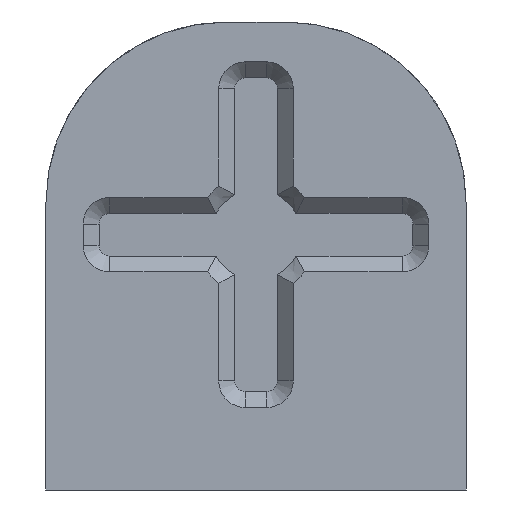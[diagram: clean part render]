
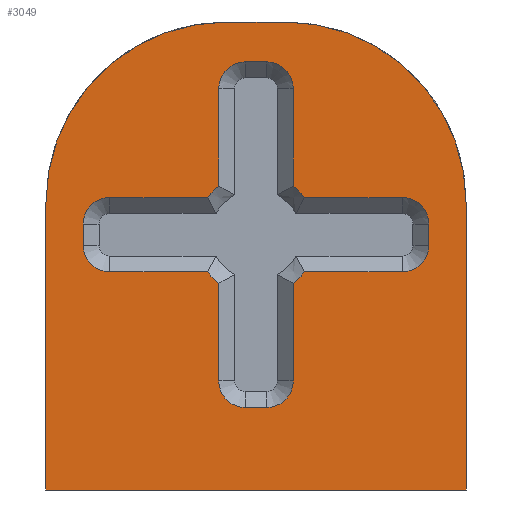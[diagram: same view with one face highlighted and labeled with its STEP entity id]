
A CAD part, left-side view. The second image highlights one B-rep face of the part: STEP entity #3049.
In plain terms, the highlighted planar face has unit normal (-1, 0, 0).
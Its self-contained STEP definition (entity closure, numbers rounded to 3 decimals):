
#72=CIRCLE('',#3169,0.5);
#73=CIRCLE('',#3172,0.5);
#74=CIRCLE('',#3174,1.15);
#75=CIRCLE('',#3177,0.5);
#76=CIRCLE('',#3180,0.5);
#77=CIRCLE('',#3183,0.5);
#78=CIRCLE('',#3186,0.5);
#79=CIRCLE('',#3189,1.15);
#80=CIRCLE('',#3192,0.5);
#81=CIRCLE('',#3195,0.5);
#82=CIRCLE('',#3198,1.15);
#83=CIRCLE('',#3201,1.15);
#84=CIRCLE('',#3204,3.4);
#85=CIRCLE('',#3205,3.4);
#137=FACE_BOUND('',#639,.T.);
#459=FACE_OUTER_BOUND('',#638,.T.);
#638=EDGE_LOOP('',(#2627,#2628,#2629,#2630,#2631,#2632));
#639=EDGE_LOOP('',(#2633,#2634,#2635,#2636,#2637,#2638,#2639,#2640,#2641,
#2642,#2643,#2644,#2645,#2646,#2647,#2648,#2649,#2650,#2651,#2652,#2653,
#2654,#2655,#2656));
#863=LINE('',#5545,#1116);
#866=LINE('',#5557,#1119);
#869=LINE('',#5573,#1122);
#872=LINE('',#5585,#1125);
#875=LINE('',#5594,#1128);
#878=LINE('',#5606,#1131);
#881=LINE('',#5613,#1134);
#882=LINE('',#5624,#1135);
#885=LINE('',#5636,#1138);
#888=LINE('',#5643,#1141);
#889=LINE('',#5652,#1142);
#890=LINE('',#5661,#1143);
#891=LINE('',#5667,#1144);
#892=LINE('',#5671,#1145);
#893=LINE('',#5673,#1146);
#894=LINE('',#5674,#1147);
#1116=VECTOR('',#3580,10.);
#1119=VECTOR('',#3589,10.);
#1122=VECTOR('',#3602,10.);
#1125=VECTOR('',#3611,10.);
#1128=VECTOR('',#3620,10.);
#1131=VECTOR('',#3629,10.);
#1134=VECTOR('',#3638,10.);
#1135=VECTOR('',#3645,10.);
#1138=VECTOR('',#3654,10.);
#1141=VECTOR('',#3663,10.);
#1142=VECTOR('',#3670,10.);
#1143=VECTOR('',#3677,10.);
#1144=VECTOR('',#3682,10.);
#1145=VECTOR('',#3685,10.);
#1146=VECTOR('',#3686,10.);
#1147=VECTOR('',#3687,10.);
#1410=VERTEX_POINT('',#5543);
#1411=VERTEX_POINT('',#5544);
#1412=VERTEX_POINT('',#5552);
#1413=VERTEX_POINT('',#5556);
#1414=VERTEX_POINT('',#5560);
#1415=VERTEX_POINT('',#5564);
#1416=VERTEX_POINT('',#5571);
#1417=VERTEX_POINT('',#5572);
#1418=VERTEX_POINT('',#5580);
#1419=VERTEX_POINT('',#5584);
#1420=VERTEX_POINT('',#5588);
#1421=VERTEX_POINT('',#5592);
#1422=VERTEX_POINT('',#5593);
#1423=VERTEX_POINT('',#5601);
#1424=VERTEX_POINT('',#5605);
#1425=VERTEX_POINT('',#5609);
#1426=VERTEX_POINT('',#5615);
#1427=VERTEX_POINT('',#5622);
#1428=VERTEX_POINT('',#5623);
#1429=VERTEX_POINT('',#5631);
#1430=VERTEX_POINT('',#5635);
#1431=VERTEX_POINT('',#5639);
#1432=VERTEX_POINT('',#5645);
#1433=VERTEX_POINT('',#5654);
#1434=VERTEX_POINT('',#5663);
#1435=VERTEX_POINT('',#5664);
#1436=VERTEX_POINT('',#5666);
#1437=VERTEX_POINT('',#5668);
#1438=VERTEX_POINT('',#5670);
#1439=VERTEX_POINT('',#5672);
#1802=EDGE_CURVE('',#1410,#1411,#863,.T.);
#1805=EDGE_CURVE('',#1411,#1412,#72,.T.);
#1807=EDGE_CURVE('',#1412,#1413,#866,.T.);
#1809=EDGE_CURVE('',#1413,#1414,#73,.T.);
#1812=EDGE_CURVE('',#1415,#1410,#74,.T.);
#1813=EDGE_CURVE('',#1416,#1417,#869,.T.);
#1816=EDGE_CURVE('',#1417,#1418,#75,.T.);
#1818=EDGE_CURVE('',#1418,#1419,#872,.T.);
#1820=EDGE_CURVE('',#1419,#1420,#76,.T.);
#1822=EDGE_CURVE('',#1421,#1422,#875,.T.);
#1825=EDGE_CURVE('',#1422,#1423,#77,.T.);
#1827=EDGE_CURVE('',#1423,#1424,#878,.T.);
#1829=EDGE_CURVE('',#1424,#1425,#78,.T.);
#1831=EDGE_CURVE('',#1425,#1415,#881,.T.);
#1833=EDGE_CURVE('',#1426,#1421,#79,.T.);
#1834=EDGE_CURVE('',#1427,#1428,#882,.T.);
#1837=EDGE_CURVE('',#1428,#1429,#80,.T.);
#1839=EDGE_CURVE('',#1429,#1430,#885,.T.);
#1841=EDGE_CURVE('',#1430,#1431,#81,.T.);
#1843=EDGE_CURVE('',#1431,#1426,#888,.T.);
#1844=EDGE_CURVE('',#1432,#1427,#82,.T.);
#1846=EDGE_CURVE('',#1420,#1432,#889,.T.);
#1847=EDGE_CURVE('',#1433,#1416,#83,.T.);
#1849=EDGE_CURVE('',#1414,#1433,#890,.T.);
#1850=EDGE_CURVE('',#1434,#1435,#84,.T.);
#1851=EDGE_CURVE('',#1435,#1436,#891,.T.);
#1852=EDGE_CURVE('',#1436,#1437,#85,.T.);
#1853=EDGE_CURVE('',#1438,#1437,#892,.T.);
#1854=EDGE_CURVE('',#1439,#1438,#893,.T.);
#1855=EDGE_CURVE('',#1439,#1434,#894,.T.);
#2627=ORIENTED_EDGE('',*,*,#1850,.T.);
#2628=ORIENTED_EDGE('',*,*,#1851,.T.);
#2629=ORIENTED_EDGE('',*,*,#1852,.T.);
#2630=ORIENTED_EDGE('',*,*,#1853,.F.);
#2631=ORIENTED_EDGE('',*,*,#1854,.F.);
#2632=ORIENTED_EDGE('',*,*,#1855,.T.);
#2633=ORIENTED_EDGE('',*,*,#1831,.F.);
#2634=ORIENTED_EDGE('',*,*,#1829,.F.);
#2635=ORIENTED_EDGE('',*,*,#1827,.F.);
#2636=ORIENTED_EDGE('',*,*,#1825,.F.);
#2637=ORIENTED_EDGE('',*,*,#1822,.F.);
#2638=ORIENTED_EDGE('',*,*,#1833,.F.);
#2639=ORIENTED_EDGE('',*,*,#1843,.F.);
#2640=ORIENTED_EDGE('',*,*,#1841,.F.);
#2641=ORIENTED_EDGE('',*,*,#1839,.F.);
#2642=ORIENTED_EDGE('',*,*,#1837,.F.);
#2643=ORIENTED_EDGE('',*,*,#1834,.F.);
#2644=ORIENTED_EDGE('',*,*,#1844,.F.);
#2645=ORIENTED_EDGE('',*,*,#1846,.F.);
#2646=ORIENTED_EDGE('',*,*,#1820,.F.);
#2647=ORIENTED_EDGE('',*,*,#1818,.F.);
#2648=ORIENTED_EDGE('',*,*,#1816,.F.);
#2649=ORIENTED_EDGE('',*,*,#1813,.F.);
#2650=ORIENTED_EDGE('',*,*,#1847,.F.);
#2651=ORIENTED_EDGE('',*,*,#1849,.F.);
#2652=ORIENTED_EDGE('',*,*,#1809,.F.);
#2653=ORIENTED_EDGE('',*,*,#1807,.F.);
#2654=ORIENTED_EDGE('',*,*,#1805,.F.);
#2655=ORIENTED_EDGE('',*,*,#1802,.F.);
#2656=ORIENTED_EDGE('',*,*,#1812,.F.);
#2908=PLANE('',#3203);
#3049=ADVANCED_FACE('',(#459,#137),#2908,.T.);
#3169=AXIS2_PLACEMENT_3D('',#5553,#3584,#3585);
#3172=AXIS2_PLACEMENT_3D('',#5561,#3593,#3594);
#3174=AXIS2_PLACEMENT_3D('',#5569,#3598,#3599);
#3177=AXIS2_PLACEMENT_3D('',#5581,#3606,#3607);
#3180=AXIS2_PLACEMENT_3D('',#5589,#3615,#3616);
#3183=AXIS2_PLACEMENT_3D('',#5602,#3624,#3625);
#3186=AXIS2_PLACEMENT_3D('',#5610,#3633,#3634);
#3189=AXIS2_PLACEMENT_3D('',#5620,#3641,#3642);
#3192=AXIS2_PLACEMENT_3D('',#5632,#3649,#3650);
#3195=AXIS2_PLACEMENT_3D('',#5640,#3658,#3659);
#3198=AXIS2_PLACEMENT_3D('',#5646,#3666,#3667);
#3201=AXIS2_PLACEMENT_3D('',#5655,#3673,#3674);
#3203=AXIS2_PLACEMENT_3D('',#5662,#3678,#3679);
#3204=AXIS2_PLACEMENT_3D('',#5665,#3680,#3681);
#3205=AXIS2_PLACEMENT_3D('',#5669,#3683,#3684);
#3580=DIRECTION('',(0.,0.,-1.));
#3584=DIRECTION('center_axis',(-1.,0.,0.));
#3585=DIRECTION('ref_axis',(0.,0.,-1.));
#3589=DIRECTION('',(0.,-1.,0.));
#3593=DIRECTION('center_axis',(-1.,0.,0.));
#3594=DIRECTION('ref_axis',(0.,-1.,0.));
#3598=DIRECTION('center_axis',(-1.,0.,0.));
#3599=DIRECTION('ref_axis',(0.,0.471,-0.882));
#3602=DIRECTION('',(0.,-1.,0.));
#3606=DIRECTION('center_axis',(-1.,0.,0.));
#3607=DIRECTION('ref_axis',(0.,-1.,0.));
#3611=DIRECTION('',(0.,0.,1.));
#3615=DIRECTION('center_axis',(-1.,0.,0.));
#3616=DIRECTION('ref_axis',(0.,0.,1.));
#3620=DIRECTION('',(0.,1.,0.));
#3624=DIRECTION('center_axis',(-1.,0.,0.));
#3625=DIRECTION('ref_axis',(0.,1.,0.));
#3629=DIRECTION('',(0.,0.,-1.));
#3633=DIRECTION('center_axis',(-1.,0.,0.));
#3634=DIRECTION('ref_axis',(0.,0.,-1.));
#3638=DIRECTION('',(0.,-1.,0.));
#3641=DIRECTION('center_axis',(-1.,0.,0.));
#3642=DIRECTION('ref_axis',(0.,0.882,0.471));
#3645=DIRECTION('',(0.,0.,1.));
#3649=DIRECTION('center_axis',(-1.,0.,0.));
#3650=DIRECTION('ref_axis',(0.,0.,1.));
#3654=DIRECTION('',(0.,1.,0.));
#3658=DIRECTION('center_axis',(-1.,0.,0.));
#3659=DIRECTION('ref_axis',(0.,1.,0.));
#3663=DIRECTION('',(0.,0.,-1.));
#3666=DIRECTION('center_axis',(-1.,0.,0.));
#3667=DIRECTION('ref_axis',(0.,-0.471,0.882));
#3670=DIRECTION('',(0.,1.,0.));
#3673=DIRECTION('center_axis',(-1.,0.,0.));
#3674=DIRECTION('ref_axis',(0.,-0.882,-0.471));
#3677=DIRECTION('',(0.,0.,1.));
#3678=DIRECTION('center_axis',(-1.,0.,0.));
#3679=DIRECTION('ref_axis',(0.,0.,1.));
#3680=DIRECTION('center_axis',(-1.,0.,0.));
#3681=DIRECTION('ref_axis',(0.,0.,1.));
#3682=DIRECTION('',(0.,1.,0.));
#3683=DIRECTION('center_axis',(-1.,0.,0.));
#3684=DIRECTION('ref_axis',(0.,1.,0.));
#3685=DIRECTION('',(0.,0.,1.));
#3686=DIRECTION('',(0.,1.,0.));
#3687=DIRECTION('',(0.,0.,1.));
#5543=CARTESIAN_POINT('',(0.,4.65,3.888));
#5544=CARTESIAN_POINT('',(0.,4.65,2.05));
#5545=CARTESIAN_POINT('',(0.,4.65,1.025));
#5552=CARTESIAN_POINT('',(0.,4.15,1.55));
#5553=CARTESIAN_POINT('Origin',(0.,4.15,2.05));
#5556=CARTESIAN_POINT('',(0.,3.75,1.55));
#5557=CARTESIAN_POINT('',(0.,1.875,1.55));
#5560=CARTESIAN_POINT('',(0.,3.25,2.05));
#5561=CARTESIAN_POINT('Origin',(0.,3.75,2.05));
#5564=CARTESIAN_POINT('',(0.,4.862,4.1));
#5569=CARTESIAN_POINT('Origin',(0.,3.95,4.8));
#5571=CARTESIAN_POINT('',(0.,3.038,4.1));
#5572=CARTESIAN_POINT('',(0.,1.2,4.1));
#5573=CARTESIAN_POINT('',(0.,0.6,4.1));
#5580=CARTESIAN_POINT('',(0.,0.7,4.6));
#5581=CARTESIAN_POINT('Origin',(0.,1.2,4.6));
#5584=CARTESIAN_POINT('',(0.,0.7,5.));
#5585=CARTESIAN_POINT('',(0.,0.7,2.5));
#5588=CARTESIAN_POINT('',(0.,1.2,5.5));
#5589=CARTESIAN_POINT('Origin',(0.,1.2,5.));
#5592=CARTESIAN_POINT('',(0.,4.862,5.5));
#5593=CARTESIAN_POINT('',(0.,6.7,5.5));
#5594=CARTESIAN_POINT('',(0.,3.35,5.5));
#5601=CARTESIAN_POINT('',(0.,7.2,5.));
#5602=CARTESIAN_POINT('Origin',(0.,6.7,5.));
#5605=CARTESIAN_POINT('',(0.,7.2,4.6));
#5606=CARTESIAN_POINT('',(0.,7.2,2.3));
#5609=CARTESIAN_POINT('',(0.,6.7,4.1));
#5610=CARTESIAN_POINT('Origin',(0.,6.7,4.6));
#5613=CARTESIAN_POINT('',(0.,2.35,4.1));
#5615=CARTESIAN_POINT('',(0.,4.65,5.712));
#5620=CARTESIAN_POINT('Origin',(0.,3.95,4.8));
#5622=CARTESIAN_POINT('',(0.,3.25,5.712));
#5623=CARTESIAN_POINT('',(0.,3.25,7.55));
#5624=CARTESIAN_POINT('',(0.,3.25,3.775));
#5631=CARTESIAN_POINT('',(0.,3.75,8.05));
#5632=CARTESIAN_POINT('Origin',(0.,3.75,7.55));
#5635=CARTESIAN_POINT('',(0.,4.15,8.05));
#5636=CARTESIAN_POINT('',(0.,2.075,8.05));
#5639=CARTESIAN_POINT('',(0.,4.65,7.55));
#5640=CARTESIAN_POINT('Origin',(0.,4.15,7.55));
#5643=CARTESIAN_POINT('',(0.,4.65,2.775));
#5645=CARTESIAN_POINT('',(0.,3.038,5.5));
#5646=CARTESIAN_POINT('Origin',(0.,3.95,4.8));
#5652=CARTESIAN_POINT('',(0.,1.6,5.5));
#5654=CARTESIAN_POINT('',(0.,3.25,3.888));
#5655=CARTESIAN_POINT('Origin',(0.,3.95,4.8));
#5661=CARTESIAN_POINT('',(0.,3.25,2.025));
#5662=CARTESIAN_POINT('Origin',(0.,0.,0.));
#5663=CARTESIAN_POINT('',(0.,0.,5.4));
#5664=CARTESIAN_POINT('',(0.,3.4,8.8));
#5665=CARTESIAN_POINT('Origin',(0.,3.4,5.4));
#5666=CARTESIAN_POINT('',(0.,4.5,8.8));
#5667=CARTESIAN_POINT('',(0.,0.,8.8));
#5668=CARTESIAN_POINT('',(0.,7.9,5.4));
#5669=CARTESIAN_POINT('Origin',(0.,4.5,5.4));
#5670=CARTESIAN_POINT('',(0.,7.9,0.));
#5671=CARTESIAN_POINT('',(0.,7.9,0.));
#5672=CARTESIAN_POINT('',(0.,0.,0.));
#5673=CARTESIAN_POINT('',(0.,0.,0.));
#5674=CARTESIAN_POINT('',(0.,0.,0.));
